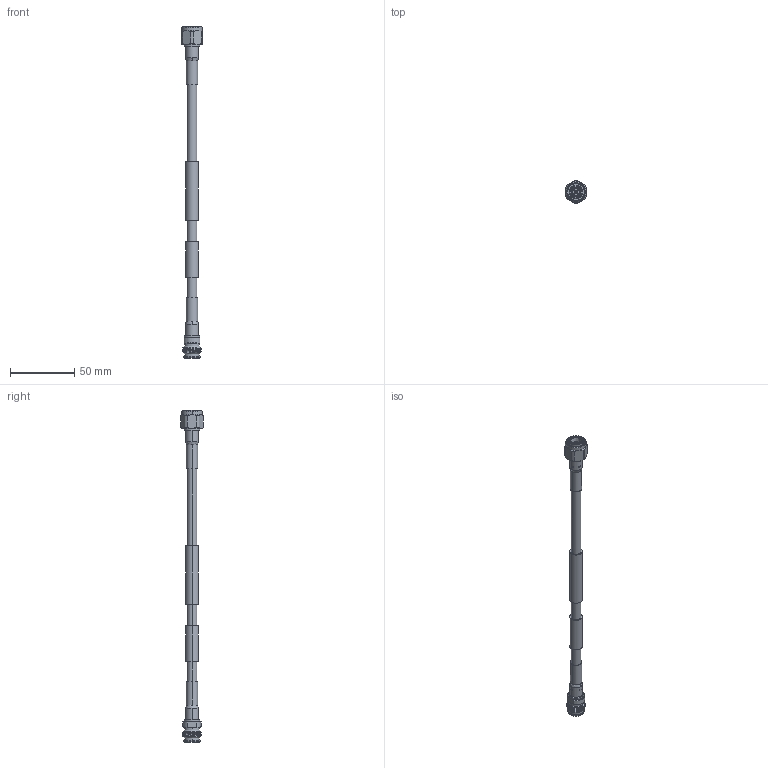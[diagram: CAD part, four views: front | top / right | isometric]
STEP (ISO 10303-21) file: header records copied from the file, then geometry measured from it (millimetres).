
FILE_DESCRIPTION (( 'STEP AP214' ), '1' );
FILE_NAME ('FMCA2269.step', '2021-02-09T19:11:11', ( '' ), ( '' ), 'SwSTEP 2.0', 'SolidWorks 2018', '' );
FILE_SCHEMA (( 'AUTOMOTIVE_DESIGN' ));
Length unit declared in the file: inch
Products named in the file (5): Heat Shrink^FMCA2269; FM-1/4SFHC^FMCA2269; FMCN1715^FMCA2269; FMCN1713^FMCA2269; FMCA2269
Assembly tree (5 placements, depth 2):
  FMCA2269
    FM-1/4SFHC^FMCA2269
    Heat Shrink^FMCA2269  x2
    FMCN1713^FMCA2269
    FMCN1715^FMCA2269
Bounding box: 16 x 17.49 x 257.75 mm (x, y, z)
Volume: 18054.6 mm3; surface area: 11427 mm2
Topology: 5 solids, 5 shells, 280 faces, 677 edges, 428 vertices
Faces by surface type: cylinder 115, plane 85, cone 47, torus 23, bspline 10
Entity records: 11399 total; most frequent: CARTESIAN_POINT 4921, DIRECTION 1344, ORIENTED_EDGE 1314, EDGE_CURVE 657, AXIS2_PLACEMENT_3D 557, VERTEX_POINT 416, EDGE_LOOP 299, CIRCLE 285
